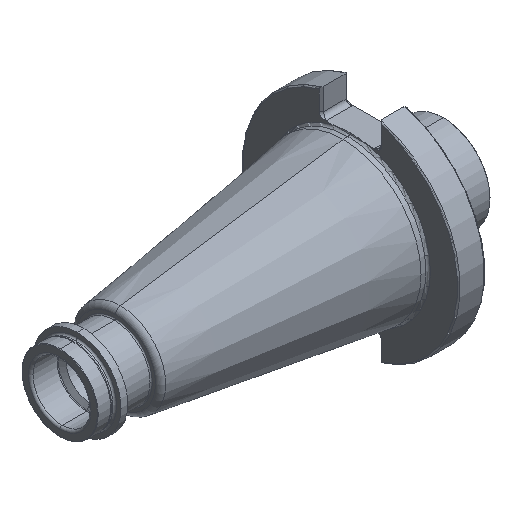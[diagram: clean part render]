
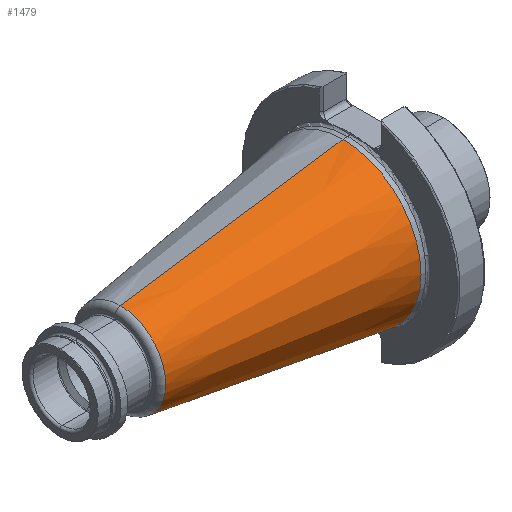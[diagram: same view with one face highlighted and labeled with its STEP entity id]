
A CAD part, isometric view. The second image highlights one B-rep face of the part: STEP entity #1479.
In plain terms, the highlighted conical face has half-angle 8.297 degrees and reference radius 34.925 mm.
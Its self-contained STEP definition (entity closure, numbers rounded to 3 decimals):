
#54 = CIRCLE ( 'NONE', #1026, 34.925 ) ;
#303 = CARTESIAN_POINT ( 'NONE',  ( -99.761, 0., 20.377 ) ) ;
#416 = CARTESIAN_POINT ( 'NONE',  ( 0., 0., 34.925 ) ) ;
#581 = AXIS2_PLACEMENT_3D ( 'NONE', #2041, #2400, #3836 ) ;
#646 = DIRECTION ( 'NONE',  ( 0.99, 0., -0.144 ) ) ;
#735 = EDGE_CURVE ( 'NONE', #2414, #3827, #54, .T. ) ;
#811 = EDGE_CURVE ( 'NONE', #4061, #3158, #2224, .T. ) ;
#925 = CONICAL_SURFACE ( 'NONE', #581, 34.925, 0.145 ) ;
#1026 = AXIS2_PLACEMENT_3D ( 'NONE', #3739, #3760, #3798 ) ;
#1131 = FACE_OUTER_BOUND ( 'NONE', #3580, .T. ) ;
#1276 = LINE ( 'NONE', #1452, #2878 ) ;
#1340 = EDGE_CURVE ( 'NONE', #4061, #2414, #3869, .T. ) ;
#1452 = CARTESIAN_POINT ( 'NONE',  ( 0., 0., 34.925 ) ) ;
#1479 = ADVANCED_FACE ( 'NONE', ( #1131 ), #925, .T. ) ;
#1631 = EDGE_CURVE ( 'NONE', #3158, #3827, #1276, .T. ) ;
#1983 = CARTESIAN_POINT ( 'NONE',  ( 0., 0., -34.925 ) ) ;
#2041 = CARTESIAN_POINT ( 'NONE',  ( 0., 0., 0. ) ) ;
#2122 = AXIS2_PLACEMENT_3D ( 'NONE', #4033, #3461, #4107 ) ;
#2154 = ORIENTED_EDGE ( 'NONE', *, *, #735, .T. ) ;
#2224 = CIRCLE ( 'NONE', #2122, 20.377 ) ;
#2400 = DIRECTION ( 'NONE',  ( 1., 0., 0. ) ) ;
#2414 = VERTEX_POINT ( 'NONE', #1983 ) ;
#2812 = CARTESIAN_POINT ( 'NONE',  ( 0., 0., -34.925 ) ) ;
#2878 = VECTOR ( 'NONE', #3849, 1000. ) ;
#3027 = VECTOR ( 'NONE', #646, 1000. ) ;
#3158 = VERTEX_POINT ( 'NONE', #303 ) ;
#3173 = ORIENTED_EDGE ( 'NONE', *, *, #811, .F. ) ;
#3286 = ORIENTED_EDGE ( 'NONE', *, *, #1631, .F. ) ;
#3461 = DIRECTION ( 'NONE',  ( -1., 0., 0. ) ) ;
#3580 = EDGE_LOOP ( 'NONE', ( #3286, #3173, #3914, #2154 ) ) ;
#3739 = CARTESIAN_POINT ( 'NONE',  ( 0., 0., 0. ) ) ;
#3760 = DIRECTION ( 'NONE',  ( -1., 0., 0. ) ) ;
#3798 = DIRECTION ( 'NONE',  ( 0., 0., 1. ) ) ;
#3827 = VERTEX_POINT ( 'NONE', #416 ) ;
#3836 = DIRECTION ( 'NONE',  ( 0., 0., -1. ) ) ;
#3849 = DIRECTION ( 'NONE',  ( 0.99, 0., 0.144 ) ) ;
#3869 = LINE ( 'NONE', #2812, #3027 ) ;
#3914 = ORIENTED_EDGE ( 'NONE', *, *, #1340, .T. ) ;
#4033 = CARTESIAN_POINT ( 'NONE',  ( -99.761, 0., 0. ) ) ;
#4035 = CARTESIAN_POINT ( 'NONE',  ( -99.761, 0., -20.377 ) ) ;
#4061 = VERTEX_POINT ( 'NONE', #4035 ) ;
#4107 = DIRECTION ( 'NONE',  ( 0., 0., 1. ) ) ;
